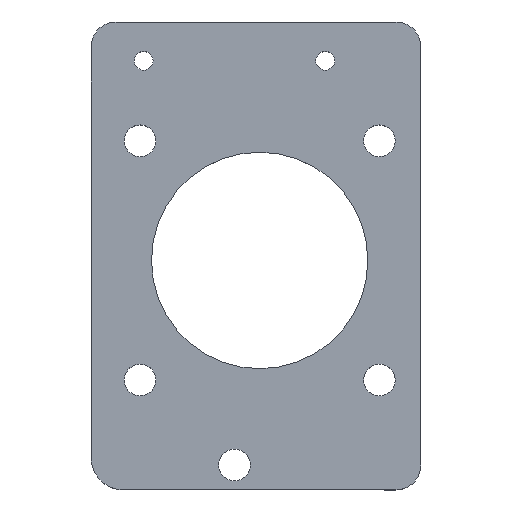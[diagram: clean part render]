
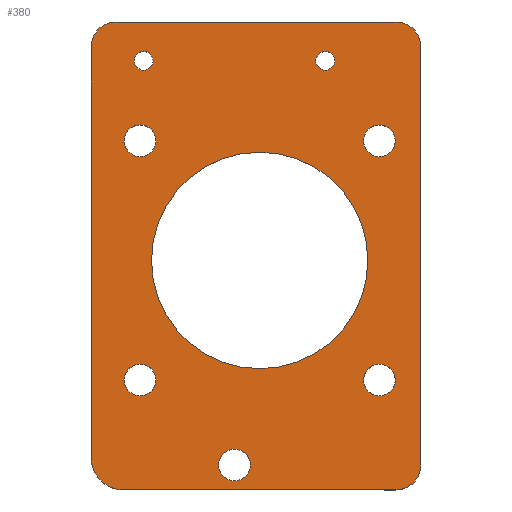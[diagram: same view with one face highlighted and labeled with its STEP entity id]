
A CAD part, top view. The second image highlights one B-rep face of the part: STEP entity #380.
In plain terms, the highlighted planar face has unit normal (0, 0, 1).
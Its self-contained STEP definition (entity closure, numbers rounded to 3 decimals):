
#23=FACE_BOUND('',#95,.T.);
#24=FACE_BOUND('',#96,.T.);
#25=FACE_BOUND('',#97,.T.);
#26=FACE_BOUND('',#98,.T.);
#27=FACE_BOUND('',#99,.T.);
#28=FACE_BOUND('',#100,.T.);
#29=FACE_BOUND('',#101,.T.);
#30=FACE_BOUND('',#102,.T.);
#36=PLANE('',#444);
#67=FACE_OUTER_BOUND('',#94,.T.);
#94=EDGE_LOOP('',(#345,#346,#347,#348,#349,#350,#351,#352));
#95=EDGE_LOOP('',(#353));
#96=EDGE_LOOP('',(#354));
#97=EDGE_LOOP('',(#355));
#98=EDGE_LOOP('',(#356));
#99=EDGE_LOOP('',(#357));
#100=EDGE_LOOP('',(#358));
#101=EDGE_LOOP('',(#359));
#102=EDGE_LOOP('',(#360));
#118=LINE('',#638,#143);
#121=LINE('',#646,#146);
#124=LINE('',#654,#149);
#127=LINE('',#661,#152);
#143=VECTOR('',#530,10.);
#146=VECTOR('',#539,10.);
#149=VECTOR('',#548,10.);
#152=VECTOR('',#557,10.);
#155=CIRCLE('',#405,16.736);
#167=CIRCLE('',#419,2.45);
#168=CIRCLE('',#421,2.45);
#169=CIRCLE('',#423,2.45);
#170=CIRCLE('',#425,2.45);
#171=CIRCLE('',#427,2.45);
#172=CIRCLE('',#429,1.45);
#173=CIRCLE('',#431,1.45);
#174=CIRCLE('',#433,5.);
#175=CIRCLE('',#436,3.858);
#176=CIRCLE('',#439,3.858);
#177=CIRCLE('',#442,3.858);
#180=VERTEX_POINT('',#568);
#196=VERTEX_POINT('',#603);
#197=VERTEX_POINT('',#607);
#198=VERTEX_POINT('',#611);
#199=VERTEX_POINT('',#615);
#200=VERTEX_POINT('',#619);
#201=VERTEX_POINT('',#623);
#202=VERTEX_POINT('',#627);
#203=VERTEX_POINT('',#631);
#204=VERTEX_POINT('',#633);
#205=VERTEX_POINT('',#637);
#206=VERTEX_POINT('',#641);
#207=VERTEX_POINT('',#645);
#208=VERTEX_POINT('',#649);
#209=VERTEX_POINT('',#653);
#210=VERTEX_POINT('',#657);
#214=EDGE_CURVE('',#180,#180,#155,.T.);
#231=EDGE_CURVE('',#196,#196,#167,.T.);
#233=EDGE_CURVE('',#197,#197,#168,.T.);
#235=EDGE_CURVE('',#198,#198,#169,.T.);
#237=EDGE_CURVE('',#199,#199,#170,.T.);
#240=EDGE_CURVE('',#200,#200,#171,.T.);
#242=EDGE_CURVE('',#201,#201,#172,.T.);
#244=EDGE_CURVE('',#202,#202,#173,.T.);
#246=EDGE_CURVE('',#204,#203,#174,.T.);
#248=EDGE_CURVE('',#205,#204,#118,.T.);
#250=EDGE_CURVE('',#206,#205,#175,.T.);
#252=EDGE_CURVE('',#207,#206,#121,.T.);
#254=EDGE_CURVE('',#208,#207,#176,.T.);
#256=EDGE_CURVE('',#209,#208,#124,.T.);
#258=EDGE_CURVE('',#210,#209,#177,.T.);
#260=EDGE_CURVE('',#203,#210,#127,.T.);
#345=ORIENTED_EDGE('',*,*,#260,.T.);
#346=ORIENTED_EDGE('',*,*,#258,.T.);
#347=ORIENTED_EDGE('',*,*,#256,.T.);
#348=ORIENTED_EDGE('',*,*,#254,.T.);
#349=ORIENTED_EDGE('',*,*,#252,.T.);
#350=ORIENTED_EDGE('',*,*,#250,.T.);
#351=ORIENTED_EDGE('',*,*,#248,.T.);
#352=ORIENTED_EDGE('',*,*,#246,.T.);
#353=ORIENTED_EDGE('',*,*,#214,.T.);
#354=ORIENTED_EDGE('',*,*,#231,.T.);
#355=ORIENTED_EDGE('',*,*,#233,.T.);
#356=ORIENTED_EDGE('',*,*,#235,.T.);
#357=ORIENTED_EDGE('',*,*,#237,.T.);
#358=ORIENTED_EDGE('',*,*,#240,.T.);
#359=ORIENTED_EDGE('',*,*,#242,.T.);
#360=ORIENTED_EDGE('',*,*,#244,.T.);
#380=ADVANCED_FACE('',(#67,#23,#24,#25,#26,#27,#28,#29,#30),#36,.T.);
#405=AXIS2_PLACEMENT_3D('',#569,#456,#457);
#419=AXIS2_PLACEMENT_3D('',#604,#489,#490);
#421=AXIS2_PLACEMENT_3D('',#608,#494,#495);
#423=AXIS2_PLACEMENT_3D('',#612,#499,#500);
#425=AXIS2_PLACEMENT_3D('',#616,#504,#505);
#427=AXIS2_PLACEMENT_3D('',#621,#510,#511);
#429=AXIS2_PLACEMENT_3D('',#625,#515,#516);
#431=AXIS2_PLACEMENT_3D('',#629,#520,#521);
#433=AXIS2_PLACEMENT_3D('',#634,#525,#526);
#436=AXIS2_PLACEMENT_3D('',#642,#534,#535);
#439=AXIS2_PLACEMENT_3D('',#650,#543,#544);
#442=AXIS2_PLACEMENT_3D('',#658,#552,#553);
#444=AXIS2_PLACEMENT_3D('',#662,#558,#559);
#456=DIRECTION('center_axis',(0.,0.,-1.));
#457=DIRECTION('ref_axis',(-1.,0.,0.));
#489=DIRECTION('center_axis',(0.,0.,-1.));
#490=DIRECTION('ref_axis',(-1.,0.,0.));
#494=DIRECTION('center_axis',(0.,0.,-1.));
#495=DIRECTION('ref_axis',(-1.,0.,0.));
#499=DIRECTION('center_axis',(0.,0.,-1.));
#500=DIRECTION('ref_axis',(-1.,0.,0.));
#504=DIRECTION('center_axis',(0.,0.,-1.));
#505=DIRECTION('ref_axis',(-1.,0.,0.));
#510=DIRECTION('center_axis',(0.,0.,-1.));
#511=DIRECTION('ref_axis',(-1.,0.,0.));
#515=DIRECTION('center_axis',(0.,0.,-1.));
#516=DIRECTION('ref_axis',(-1.,0.,0.));
#520=DIRECTION('center_axis',(0.,0.,-1.));
#521=DIRECTION('ref_axis',(-1.,0.,0.));
#525=DIRECTION('center_axis',(0.,0.,1.));
#526=DIRECTION('ref_axis',(-1.,0.,0.));
#530=DIRECTION('',(0.,-1.,0.));
#534=DIRECTION('center_axis',(0.,0.,1.));
#535=DIRECTION('ref_axis',(0.,1.,0.));
#539=DIRECTION('',(-1.,0.,0.));
#543=DIRECTION('center_axis',(0.,0.,1.));
#544=DIRECTION('ref_axis',(1.,0.,0.));
#548=DIRECTION('',(0.,1.,0.));
#552=DIRECTION('center_axis',(0.,0.,1.));
#553=DIRECTION('ref_axis',(0.,-1.,0.));
#557=DIRECTION('',(1.,0.,0.));
#558=DIRECTION('center_axis',(0.,0.,1.));
#559=DIRECTION('ref_axis',(1.,0.,0.));
#568=CARTESIAN_POINT('',(2.64,-30.878,6.));
#569=CARTESIAN_POINT('Origin',(-14.097,-30.878,6.));
#603=CARTESIAN_POINT('',(6.853,-49.378,6.));
#604=CARTESIAN_POINT('Origin',(4.403,-49.378,6.));
#607=CARTESIAN_POINT('',(-30.147,-12.378,6.));
#608=CARTESIAN_POINT('Origin',(-32.597,-12.378,6.));
#611=CARTESIAN_POINT('',(6.853,-12.378,6.));
#612=CARTESIAN_POINT('Origin',(4.403,-12.378,6.));
#615=CARTESIAN_POINT('',(-30.147,-49.378,6.));
#616=CARTESIAN_POINT('Origin',(-32.597,-49.378,6.));
#619=CARTESIAN_POINT('',(-15.55,-62.511,6.));
#621=CARTESIAN_POINT('Origin',(-18.,-62.511,6.));
#623=CARTESIAN_POINT('',(-30.585,0.,6.));
#625=CARTESIAN_POINT('Origin',(-32.035,0.,
6.));
#627=CARTESIAN_POINT('',(-2.515,0.,6.));
#629=CARTESIAN_POINT('Origin',(-3.965,0.,
6.));
#631=CARTESIAN_POINT('',(-35.174,-66.368,6.));
#633=CARTESIAN_POINT('',(-40.174,-61.368,6.));
#634=CARTESIAN_POINT('Origin',(-35.174,-61.368,6.));
#637=CARTESIAN_POINT('',(-40.174,2.142,6.));
#638=CARTESIAN_POINT('',(-40.174,2.142,6.));
#641=CARTESIAN_POINT('',(-36.316,6.,6.));
#642=CARTESIAN_POINT('Origin',(-36.316,2.142,6.));
#645=CARTESIAN_POINT('',(6.98,6.,6.));
#646=CARTESIAN_POINT('',(6.98,6.,6.));
#649=CARTESIAN_POINT('',(10.838,2.142,6.));
#650=CARTESIAN_POINT('Origin',(6.98,2.142,6.));
#653=CARTESIAN_POINT('',(10.838,-62.511,6.));
#654=CARTESIAN_POINT('',(10.838,-62.511,6.));
#657=CARTESIAN_POINT('',(6.98,-66.368,6.));
#658=CARTESIAN_POINT('Origin',(6.98,-62.511,6.));
#661=CARTESIAN_POINT('',(-35.174,-66.368,6.));
#662=CARTESIAN_POINT('Origin',(-14.568,-30.042,6.));
